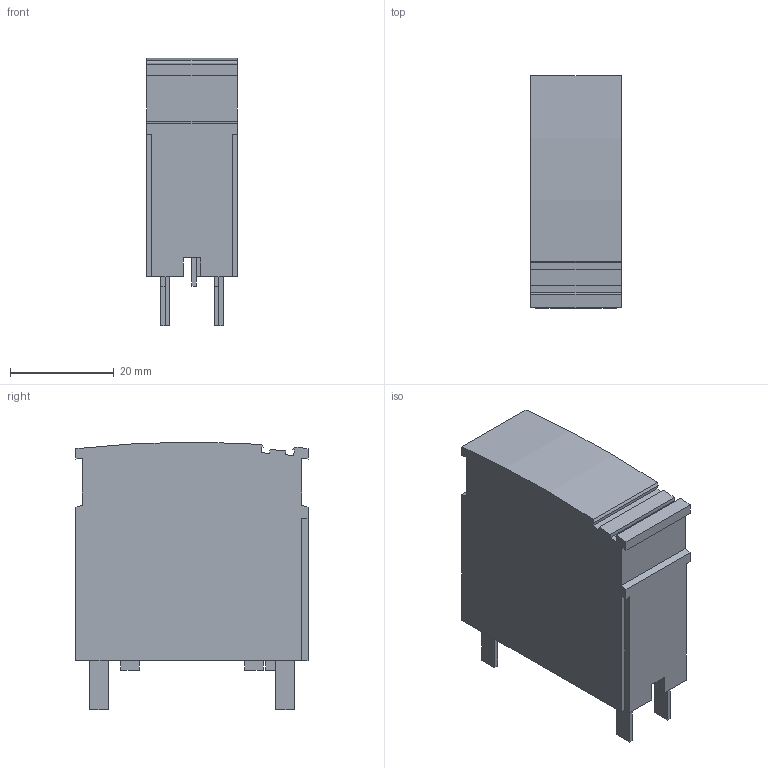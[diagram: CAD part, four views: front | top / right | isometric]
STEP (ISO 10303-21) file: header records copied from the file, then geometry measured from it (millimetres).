
FILE_DESCRIPTION(('Creo Elements/Direct Modeling STEP Export'),'2;1');
FILE_NAME('model.stp','2020-05-04T12:05:48',(''),(''),'Creo Elements/Direct Modeling STEP processor for AP214 (Solid Model)','Creo Elements/Direct Modeling 20.1A 29-Sep-2018 (C) Parametric Technology GmbH','');
FILE_SCHEMA(('AUTOMOTIVE_DESIGN { 1 0 10303 214 1 1 1 1 }'));
Length unit declared in the file: millimetre
Products named in the file (2): PT_5...ST-select
Assembly tree (1 placements, depth 2):
  PT_5...ST-select
    PT_5...ST-select
Bounding box: 17.5 x 44.8 x 51.7 mm (x, y, z)
Volume: 29475.3 mm3; surface area: 8180.9 mm2
Topology: 1 solids, 1 shells, 107 faces, 281 edges, 186 vertices
Faces by surface type: plane 103, cylinder 4
Entity records: 4101 total; most frequent: CARTESIAN_POINT 569, ORIENTED_EDGE 562, DIRECTION 497, EDGE_CURVE 281, VECTOR 269, LINE 269, VERTEX_POINT 186, EDGE_LOOP 117
